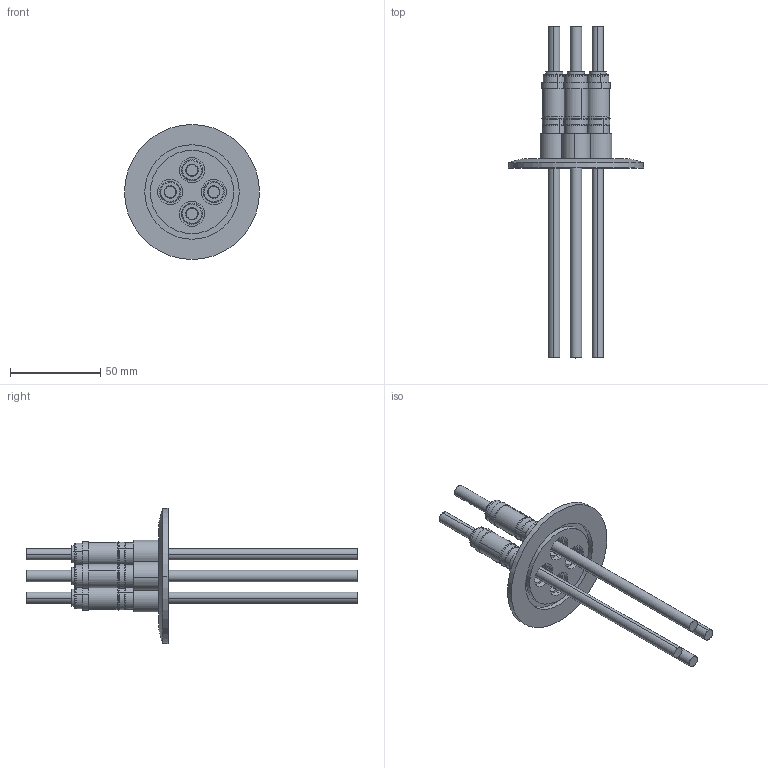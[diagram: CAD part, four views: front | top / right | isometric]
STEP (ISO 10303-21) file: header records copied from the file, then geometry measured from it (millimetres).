
FILE_DESCRIPTION (( 'STEP AP203' ), '1' );
FILE_NAME ('A0116-1-QF.STEP', '2013-06-03T11:29:32', ( '' ), ( '' ), 'SwSTEP 2.0', 'SolidWorks 2012', '' );
FILE_SCHEMA (( 'CONFIG_CONTROL_DESIGN' ));
Length unit declared in the file: inch
Products named in the file (1): A0116-1-QF
Bounding box: 74.93 x 184.15 x 74.93 mm (x, y, z)
Volume: 58188.1 mm3; surface area: 44244.1 mm2
Topology: 1 solids, 1 shells, 292 faces, 598 edges, 374 vertices
Faces by surface type: cylinder 158, plane 68, cone 42, torus 24
Entity records: 7887 total; most frequent: DIRECTION 1582, CARTESIAN_POINT 1265, ORIENTED_EDGE 1196, AXIS2_PLACEMENT_3D 691, EDGE_CURVE 598, CIRCLE 398, VERTEX_POINT 374, EDGE_LOOP 358
